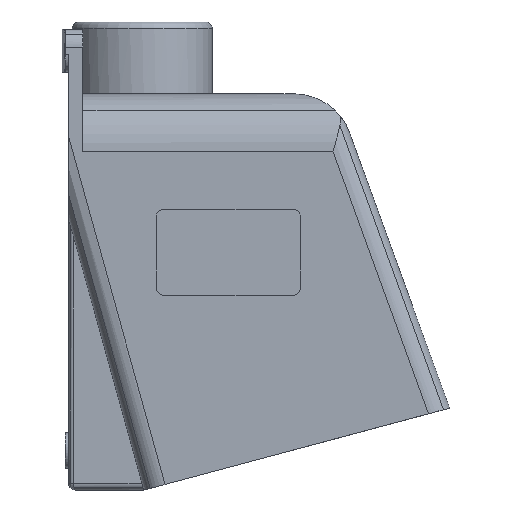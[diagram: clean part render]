
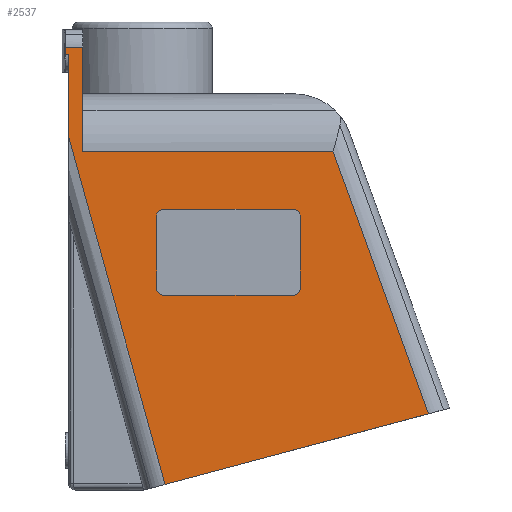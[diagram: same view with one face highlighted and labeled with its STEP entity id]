
A CAD part, front view. The second image highlights one B-rep face of the part: STEP entity #2537.
In plain terms, the highlighted planar face has unit normal (0, -1, 0).
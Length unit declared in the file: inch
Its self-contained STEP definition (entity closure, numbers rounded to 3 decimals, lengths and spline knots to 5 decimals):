
#8 = ORIENTED_EDGE ( 'NONE', *, *, #14217, .T. ) ;
#101 = CARTESIAN_POINT ( 'NONE',  ( -2.19293, -2.75, 0.09836 ) ) ;
#199 = DIRECTION ( 'NONE',  ( 1., 0., 0. ) ) ;
#223 = LINE ( 'NONE', #3294, #5934 ) ;
#382 = ORIENTED_EDGE ( 'NONE', *, *, #2851, .F. ) ;
#554 = CARTESIAN_POINT ( 'NONE',  ( -3.87, -2.75, 6.14092 ) ) ;
#1002 = EDGE_CURVE ( 'NONE', #12846, #4174, #14401, .T. ) ;
#1049 = VERTEX_POINT ( 'NONE', #6442 ) ;
#1316 = EDGE_CURVE ( 'NONE', #4174, #14203, #223, .T. ) ;
#1379 = CARTESIAN_POINT ( 'NONE',  ( 0.03277, -2.75, 4.755 ) ) ;
#1417 = CARTESIAN_POINT ( 'NONE',  ( -3.885, -2.75, 7.57 ) ) ;
#1543 = DIRECTION ( 'NONE',  ( 0., 0., -1. ) ) ;
#1546 = VERTEX_POINT ( 'NONE', #16800 ) ;
#1555 = CARTESIAN_POINT ( 'NONE',  ( 0.15777, -2.75, 4.755 ) ) ;
#1814 = ORIENTED_EDGE ( 'NONE', *, *, #15628, .T. ) ;
#1889 = VERTEX_POINT ( 'NONE', #17475 ) ;
#2010 = CARTESIAN_POINT ( 'NONE',  ( -2.34223, -2.75, 4.755 ) ) ;
#2318 = CARTESIAN_POINT ( 'NONE',  ( -2.215, -2.75, 5.88 ) ) ;
#2344 = ORIENTED_EDGE ( 'NONE', *, *, #15926, .T. ) ;
#2368 = ORIENTED_EDGE ( 'NONE', *, *, #9812, .T. ) ;
#2537 = ADVANCED_FACE ( 'NONE', ( #2553, #8364 ), #8192, .T. ) ;
#2553 = FACE_BOUND ( 'NONE', #16162, .T. ) ;
#2675 = EDGE_CURVE ( 'NONE', #13626, #1049, #13919, .T. ) ;
#2772 = DIRECTION ( 'NONE',  ( 1., 0., 0. ) ) ;
#2835 = DIRECTION ( 'NONE',  ( 0., 0., 1. ) ) ;
#2851 = EDGE_CURVE ( 'NONE', #1049, #6268, #8233, .T. ) ;
#2883 = CIRCLE ( 'NONE', #11461, 0.125 ) ;
#2919 = CARTESIAN_POINT ( 'NONE',  ( -2.34223, -2.75, 1.7525 ) ) ;
#2962 = EDGE_CURVE ( 'NONE', #7899, #6268, #8927, .T. ) ;
#2964 = LINE ( 'NONE', #13904, #16972 ) ;
#3205 = DIRECTION ( 'NONE',  ( 0., 0., -1. ) ) ;
#3270 = VERTEX_POINT ( 'NONE', #16137 ) ;
#3294 = CARTESIAN_POINT ( 'NONE',  ( 2.23436, -2.75, 1.72847 ) ) ;
#3563 = VECTOR ( 'NONE', #9648, 39.37008 ) ;
#3750 = CARTESIAN_POINT ( 'NONE',  ( 0.03277, -2.75, 3.505 ) ) ;
#4174 = VERTEX_POINT ( 'NONE', #17565 ) ;
#4193 = ORIENTED_EDGE ( 'NONE', *, *, #17425, .T. ) ;
#4207 = EDGE_CURVE ( 'NONE', #1546, #15582, #6562, .T. ) ;
#4226 = CARTESIAN_POINT ( 'NONE',  ( 0.15777, -2.75, 3.505 ) ) ;
#4289 = EDGE_CURVE ( 'NONE', #16379, #1546, #2883, .T. ) ;
#4291 = LINE ( 'NONE', #10912, #10957 ) ;
#4579 = CIRCLE ( 'NONE', #7443, 0.125 ) ;
#4928 = ORIENTED_EDGE ( 'NONE', *, *, #4289, .T. ) ;
#5206 = ORIENTED_EDGE ( 'NONE', *, *, #5330, .T. ) ;
#5217 = VERTEX_POINT ( 'NONE', #6499 ) ;
#5298 = CARTESIAN_POINT ( 'NONE',  ( -2.89569, -2.75, 2.63041 ) ) ;
#5330 = EDGE_CURVE ( 'NONE', #15582, #11997, #4579, .T. ) ;
#5934 = VECTOR ( 'NONE', #8753, 39.37008 ) ;
#6012 = DIRECTION ( 'NONE',  ( -1., 0., 0. ) ) ;
#6183 = LINE ( 'NONE', #9042, #16753 ) ;
#6268 = VERTEX_POINT ( 'NONE', #8125 ) ;
#6442 = CARTESIAN_POINT ( 'NONE',  ( -3.87, -2.75, 7.57 ) ) ;
#6499 = CARTESIAN_POINT ( 'NONE',  ( -2.21723, -2.75, 3.38 ) ) ;
#6535 = AXIS2_PLACEMENT_3D ( 'NONE', #13824, #8018, #1543 ) ;
#6562 = LINE ( 'NONE', #16209, #9734 ) ;
#6621 = CARTESIAN_POINT ( 'NONE',  ( 0.15777, -2.75, 2.3775 ) ) ;
#6624 = ORIENTED_EDGE ( 'NONE', *, *, #1316, .F. ) ;
#6742 = VERTEX_POINT ( 'NONE', #101 ) ;
#6771 = DIRECTION ( 'NONE',  ( 0., 1., 0. ) ) ;
#6897 = CARTESIAN_POINT ( 'NONE',  ( -3.8075, -2.75, 7.69 ) ) ;
#7008 = ORIENTED_EDGE ( 'NONE', *, *, #2962, .T. ) ;
#7115 = CARTESIAN_POINT ( 'NONE',  ( -3.87, -2.75, 0. ) ) ;
#7153 = DIRECTION ( 'NONE',  ( -1., 0., 0. ) ) ;
#7397 = ORIENTED_EDGE ( 'NONE', *, *, #4207, .T. ) ;
#7443 = AXIS2_PLACEMENT_3D ( 'NONE', #1379, #6771, #9441 ) ;
#7456 = ORIENTED_EDGE ( 'NONE', *, *, #11979, .T. ) ;
#7666 = VECTOR ( 'NONE', #12584, 39.37008 ) ;
#7735 = CARTESIAN_POINT ( 'NONE',  ( -3.93, -2.75, 7.69 ) ) ;
#7782 = DIRECTION ( 'NONE',  ( 1., 0., 0. ) ) ;
#7899 = VERTEX_POINT ( 'NONE', #7735 ) ;
#7907 = CARTESIAN_POINT ( 'NONE',  ( -2.21723, -2.75, 4.755 ) ) ;
#8018 = DIRECTION ( 'NONE',  ( 0., -1., 0. ) ) ;
#8125 = CARTESIAN_POINT ( 'NONE',  ( -3.93, -2.75, 7.57 ) ) ;
#8136 = CIRCLE ( 'NONE', #8696, 0.125 ) ;
#8192 = PLANE ( 'NONE',  #6535 ) ;
#8205 = DIRECTION ( 'NONE',  ( 0., 1., 0. ) ) ;
#8233 = LINE ( 'NONE', #1417, #13402 ) ;
#8235 = LINE ( 'NONE', #6897, #15571 ) ;
#8364 = FACE_OUTER_BOUND ( 'NONE', #17327, .T. ) ;
#8696 = AXIS2_PLACEMENT_3D ( 'NONE', #3750, #9206, #14672 ) ;
#8753 = DIRECTION ( 'NONE',  ( 0.342, 0., -0.94 ) ) ;
#8927 = LINE ( 'NONE', #17069, #17136 ) ;
#9042 = CARTESIAN_POINT ( 'NONE',  ( -3.62, -2.75, 6.88 ) ) ;
#9116 = ORIENTED_EDGE ( 'NONE', *, *, #1002, .F. ) ;
#9206 = DIRECTION ( 'NONE',  ( 0., 1., 0. ) ) ;
#9336 = CARTESIAN_POINT ( 'NONE',  ( 0.03277, -2.75, 4.88 ) ) ;
#9441 = DIRECTION ( 'NONE',  ( -1., 0., 0. ) ) ;
#9543 = ORIENTED_EDGE ( 'NONE', *, *, #10293, .F. ) ;
#9645 = LINE ( 'NONE', #2919, #16389 ) ;
#9648 = DIRECTION ( 'NONE',  ( 0., 0., -1. ) ) ;
#9678 = DIRECTION ( 'NONE',  ( 0., 1., 0. ) ) ;
#9734 = VECTOR ( 'NONE', #12025, 39.37008 ) ;
#9812 = EDGE_CURVE ( 'NONE', #12846, #1889, #6183, .T. ) ;
#9882 = VECTOR ( 'NONE', #17290, 39.37008 ) ;
#10129 = CARTESIAN_POINT ( 'NONE',  ( -3.62, -2.75, 5.88 ) ) ;
#10293 = EDGE_CURVE ( 'NONE', #6742, #13626, #17566, .T. ) ;
#10305 = DIRECTION ( 'NONE',  ( 0., 0., 1. ) ) ;
#10609 = VERTEX_POINT ( 'NONE', #4226 ) ;
#10690 = CIRCLE ( 'NONE', #16676, 0.125 ) ;
#10732 = LINE ( 'NONE', #6621, #3563 ) ;
#10912 = CARTESIAN_POINT ( 'NONE',  ( -3.17112, -2.75, -0.16375 ) ) ;
#10957 = VECTOR ( 'NONE', #15124, 39.37008 ) ;
#11061 = VECTOR ( 'NONE', #7782, 39.37008 ) ;
#11102 = DIRECTION ( 'NONE',  ( 0., 0., -1. ) ) ;
#11461 = AXIS2_PLACEMENT_3D ( 'NONE', #7907, #9678, #11102 ) ;
#11979 = EDGE_CURVE ( 'NONE', #5217, #12768, #10690, .T. ) ;
#11997 = VERTEX_POINT ( 'NONE', #1555 ) ;
#12025 = DIRECTION ( 'NONE',  ( 1., 0., 0. ) ) ;
#12555 = CARTESIAN_POINT ( 'NONE',  ( -2.34223, -2.75, 3.505 ) ) ;
#12584 = DIRECTION ( 'NONE',  ( 0., 0., 1. ) ) ;
#12768 = VERTEX_POINT ( 'NONE', #12555 ) ;
#12846 = VERTEX_POINT ( 'NONE', #10129 ) ;
#12978 = EDGE_CURVE ( 'NONE', #10609, #3270, #8136, .T. ) ;
#13402 = VECTOR ( 'NONE', #7153, 39.37008 ) ;
#13626 = VERTEX_POINT ( 'NONE', #554 ) ;
#13824 = CARTESIAN_POINT ( 'NONE',  ( -3.87, -2.75, 0. ) ) ;
#13904 = CARTESIAN_POINT ( 'NONE',  ( -1.91862, -2.75, 3.38 ) ) ;
#13919 = LINE ( 'NONE', #7115, #7666 ) ;
#14145 = EDGE_CURVE ( 'NONE', #7899, #1889, #8235, .T. ) ;
#14203 = VERTEX_POINT ( 'NONE', #16360 ) ;
#14217 = EDGE_CURVE ( 'NONE', #6742, #14203, #4291, .T. ) ;
#14401 = LINE ( 'NONE', #2318, #11061 ) ;
#14672 = DIRECTION ( 'NONE',  ( 0., 0., 1. ) ) ;
#15124 = DIRECTION ( 'NONE',  ( 0.966, 0., 0.259 ) ) ;
#15319 = ORIENTED_EDGE ( 'NONE', *, *, #2675, .F. ) ;
#15571 = VECTOR ( 'NONE', #2772, 39.37008 ) ;
#15582 = VERTEX_POINT ( 'NONE', #9336 ) ;
#15628 = EDGE_CURVE ( 'NONE', #3270, #5217, #2964, .T. ) ;
#15926 = EDGE_CURVE ( 'NONE', #12768, #16379, #9645, .T. ) ;
#16137 = CARTESIAN_POINT ( 'NONE',  ( 0.03277, -2.75, 3.38 ) ) ;
#16162 = EDGE_LOOP ( 'NONE', ( #4928, #7397, #5206, #4193, #16606, #1814, #7456, #2344 ) ) ;
#16209 = CARTESIAN_POINT ( 'NONE',  ( -3.04362, -2.75, 4.88 ) ) ;
#16360 = CARTESIAN_POINT ( 'NONE',  ( 2.38155, -2.75, 1.32408 ) ) ;
#16379 = VERTEX_POINT ( 'NONE', #2010 ) ;
#16389 = VECTOR ( 'NONE', #2835, 39.37008 ) ;
#16599 = CARTESIAN_POINT ( 'NONE',  ( -2.21723, -2.75, 3.505 ) ) ;
#16606 = ORIENTED_EDGE ( 'NONE', *, *, #12978, .T. ) ;
#16676 = AXIS2_PLACEMENT_3D ( 'NONE', #16599, #8205, #199 ) ;
#16753 = VECTOR ( 'NONE', #10305, 39.37008 ) ;
#16800 = CARTESIAN_POINT ( 'NONE',  ( -2.21723, -2.75, 4.88 ) ) ;
#16972 = VECTOR ( 'NONE', #6012, 39.37008 ) ;
#17069 = CARTESIAN_POINT ( 'NONE',  ( -3.93, -2.75, 8. ) ) ;
#17127 = ORIENTED_EDGE ( 'NONE', *, *, #14145, .F. ) ;
#17136 = VECTOR ( 'NONE', #3205, 39.37008 ) ;
#17290 = DIRECTION ( 'NONE',  ( -0.267, 0., 0.964 ) ) ;
#17327 = EDGE_LOOP ( 'NONE', ( #382, #15319, #9543, #8, #6624, #9116, #2368, #17127, #7008 ) ) ;
#17425 = EDGE_CURVE ( 'NONE', #11997, #10609, #10732, .T. ) ;
#17475 = CARTESIAN_POINT ( 'NONE',  ( -3.62, -2.75, 7.69 ) ) ;
#17565 = CARTESIAN_POINT ( 'NONE',  ( 0.72333, -2.75, 5.88 ) ) ;
#17566 = LINE ( 'NONE', #5298, #9882 ) ;
